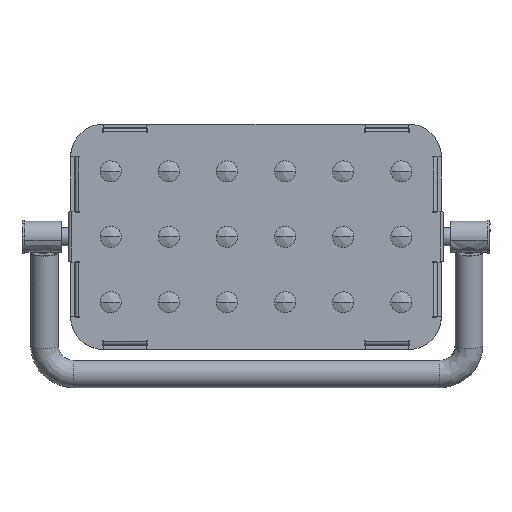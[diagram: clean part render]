
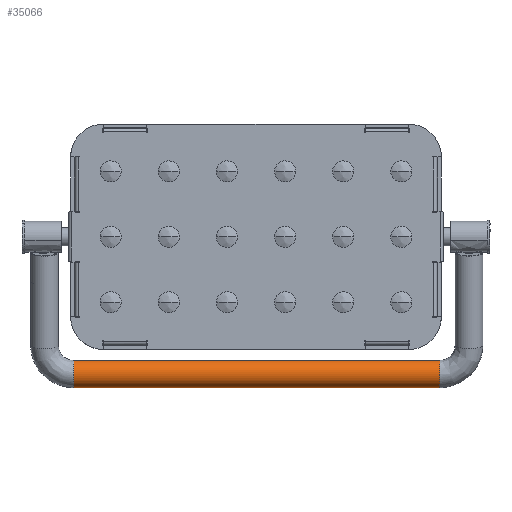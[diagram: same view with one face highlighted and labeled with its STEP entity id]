
A CAD part, front view. The second image highlights one B-rep face of the part: STEP entity #35066.
In plain terms, the highlighted free-form (B-spline) face has degree [2, 1] with [5, 2] control points.
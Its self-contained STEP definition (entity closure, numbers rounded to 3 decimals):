
#34522 = VERTEX_POINT('',#34523);
#34523 = CARTESIAN_POINT('',(-358.,91.749,
    -295.764));
#34524 = VERTEX_POINT('',#34525);
#34525 = CARTESIAN_POINT('',(-358.,80.389,
    -242.622));
#34589 = VERTEX_POINT('',#34590);
#34590 = CARTESIAN_POINT('',(360.852,91.749,
    -295.764));
#34597 = VERTEX_POINT('',#34598);
#34598 = CARTESIAN_POINT('',(360.852,80.389,
    -242.622));
#34769 = EDGE_CURVE('',#34589,#34522,#34770,.T.);
#34770 = B_SPLINE_CURVE_WITH_KNOTS('',1,(#34771,#34772),.UNSPECIFIED.,
  .F.,.F.,(2,2),(0.,504.),.PIECEWISE_BEZIER_KNOTS.);
#34771 = CARTESIAN_POINT('',(360.852,91.749,
    -295.764));
#34772 = CARTESIAN_POINT('',(-358.,91.749,
    -295.764));
#34775 = EDGE_CURVE('',#34597,#34524,#34776,.T.);
#34776 = B_SPLINE_CURVE_WITH_KNOTS('',1,(#34777,#34778),.UNSPECIFIED.,
  .F.,.F.,(2,2),(0.,504.),.PIECEWISE_BEZIER_KNOTS.);
#34777 = CARTESIAN_POINT('',(360.852,80.389,
    -242.622));
#34778 = CARTESIAN_POINT('',(-358.,80.389,
    -242.622));
#35041 = EDGE_CURVE('',#34524,#34522,#35042,.T.);
#35042 = ( BOUNDED_CURVE() B_SPLINE_CURVE(2,(#35043,#35044,#35045,#35046
,#35047),.UNSPECIFIED.,.F.,.F.) B_SPLINE_CURVE_WITH_KNOTS((3,2,3),(
    3.142,4.712,6.283),
.PIECEWISE_BEZIER_KNOTS.) CURVE() GEOMETRIC_REPRESENTATION_ITEM() 
RATIONAL_B_SPLINE_CURVE((1.,0.707,1.,0.707,1.)) 
REPRESENTATION_ITEM('') );
#35043 = CARTESIAN_POINT('',(-358.,80.389,
    -242.622));
#35044 = CARTESIAN_POINT('',(-358.,53.818,
    -248.302));
#35045 = CARTESIAN_POINT('',(-358.,59.498,
    -274.873));
#35046 = CARTESIAN_POINT('',(-358.,65.178,
    -301.443));
#35047 = CARTESIAN_POINT('',(-358.,91.749,
    -295.764));
#35066 = ADVANCED_FACE('',(#35067),#35080,.T.);
#35067 = FACE_BOUND('',#35068,.T.);
#35068 = EDGE_LOOP('',(#35069,#35070,#35078,#35079));
#35069 = ORIENTED_EDGE('',*,*,#34769,.F.);
#35070 = ORIENTED_EDGE('',*,*,#35071,.F.);
#35071 = EDGE_CURVE('',#34597,#34589,#35072,.T.);
#35072 = ( BOUNDED_CURVE() B_SPLINE_CURVE(2,(#35073,#35074,#35075,#35076
,#35077),.UNSPECIFIED.,.F.,.F.) B_SPLINE_CURVE_WITH_KNOTS((3,2,3),(
    3.142,4.712,6.283),
.PIECEWISE_BEZIER_KNOTS.) CURVE() GEOMETRIC_REPRESENTATION_ITEM() 
RATIONAL_B_SPLINE_CURVE((1.,0.707,1.,0.707,1.)) 
REPRESENTATION_ITEM('') );
#35073 = CARTESIAN_POINT('',(360.852,80.389,
    -242.622));
#35074 = CARTESIAN_POINT('',(360.852,53.818,
    -248.302));
#35075 = CARTESIAN_POINT('',(360.852,59.498,
    -274.873));
#35076 = CARTESIAN_POINT('',(360.852,65.178,
    -301.443));
#35077 = CARTESIAN_POINT('',(360.852,91.749,
    -295.764));
#35078 = ORIENTED_EDGE('',*,*,#34775,.T.);
#35079 = ORIENTED_EDGE('',*,*,#35041,.T.);
#35080 = ( BOUNDED_SURFACE() B_SPLINE_SURFACE(2,1,(
    (#35081,#35082)
    ,(#35083,#35084)
    ,(#35085,#35086)
    ,(#35087,#35088)
    ,(#35089,#35090
)),.UNSPECIFIED.,.F.,.F.,.F.) B_SPLINE_SURFACE_WITH_KNOTS((3,2,3),(2,2),
  (3.142,4.712,6.283),(0.,504.
),.PIECEWISE_BEZIER_KNOTS.) GEOMETRIC_REPRESENTATION_ITEM() 
RATIONAL_B_SPLINE_SURFACE((
    (1.,1.)
    ,(0.707,0.707)
    ,(1.,1.)
    ,(0.707,0.707)
,(1.,1.))) REPRESENTATION_ITEM('') SURFACE() );
#35081 = CARTESIAN_POINT('',(360.852,91.749,
    -295.764));
#35082 = CARTESIAN_POINT('',(-358.,91.749,
    -295.764));
#35083 = CARTESIAN_POINT('',(360.852,65.178,
    -301.443));
#35084 = CARTESIAN_POINT('',(-358.,65.178,
    -301.443));
#35085 = CARTESIAN_POINT('',(360.852,59.498,
    -274.873));
#35086 = CARTESIAN_POINT('',(-358.,59.498,
    -274.873));
#35087 = CARTESIAN_POINT('',(360.852,53.818,
    -248.302));
#35088 = CARTESIAN_POINT('',(-358.,53.818,
    -248.302));
#35089 = CARTESIAN_POINT('',(360.852,80.389,
    -242.622));
#35090 = CARTESIAN_POINT('',(-358.,80.389,
    -242.622));
